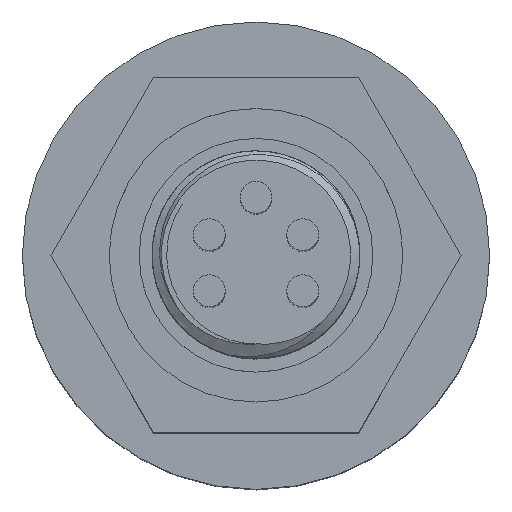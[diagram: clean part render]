
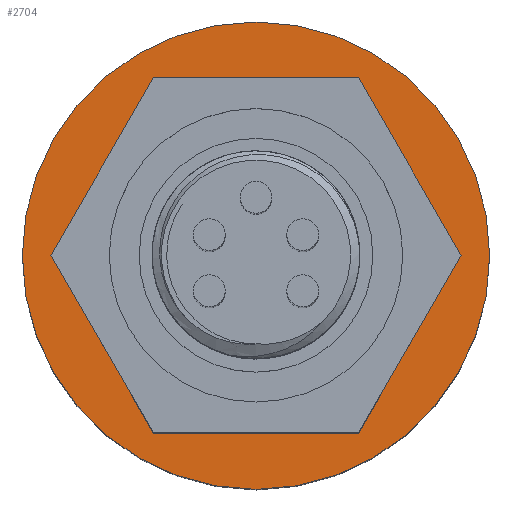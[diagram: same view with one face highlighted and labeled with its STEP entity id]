
A CAD part, top view. The second image highlights one B-rep face of the part: STEP entity #2704.
In plain terms, the highlighted planar face has unit normal (0, 0, 1).
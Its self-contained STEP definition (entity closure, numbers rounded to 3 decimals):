
#85=FACE_BOUND($,#970,.T.);
#86=FACE_BOUND($,#971,.T.);
#521=CIRCLE($,#2816,9.5);
#542=CIRCLE($,#2863,12.5);
#616=PLANE($,#2864);
#970=EDGE_LOOP($,(#2346));
#971=EDGE_LOOP($,(#2347));
#1294=VERTEX_POINT($,#6916);
#1315=VERTEX_POINT($,#6984);
#1639=EDGE_CURVE($,#1294,#1294,#521,.T.);
#1660=EDGE_CURVE($,#1315,#1315,#542,.T.);
#2346=ORIENTED_EDGE($,*,*,#1639,.T.);
#2347=ORIENTED_EDGE($,*,*,#1660,.F.);
#2704=ADVANCED_FACE($,(#85,#86),#616,.F.);
#2816=AXIS2_PLACEMENT_3D($,#6917,#3279,#3280);
#2863=AXIS2_PLACEMENT_3D($,#6985,#3373,#3374);
#2864=AXIS2_PLACEMENT_3D($,#6986,#3375,#3376);
#3279=DIRECTION('center_axis',(0.,0.,-1.));
#3280=DIRECTION('ref_axis',(1.,0.,0.));
#3373=DIRECTION('center_axis',(0.,0.,-1.));
#3374=DIRECTION('ref_axis',(-1.,0.,0.));
#3375=DIRECTION('center_axis',(0.,0.,-1.));
#3376=DIRECTION('ref_axis',(-1.,0.,0.));
#6916=CARTESIAN_POINT('',(-9.5,0.,19.));
#6917=CARTESIAN_POINT('Origin',(0.,0.,19.));
#6984=CARTESIAN_POINT('',(12.5,0.,19.));
#6985=CARTESIAN_POINT('Origin',(0.,0.,19.));
#6986=CARTESIAN_POINT('Origin',(0.,0.,19.));
